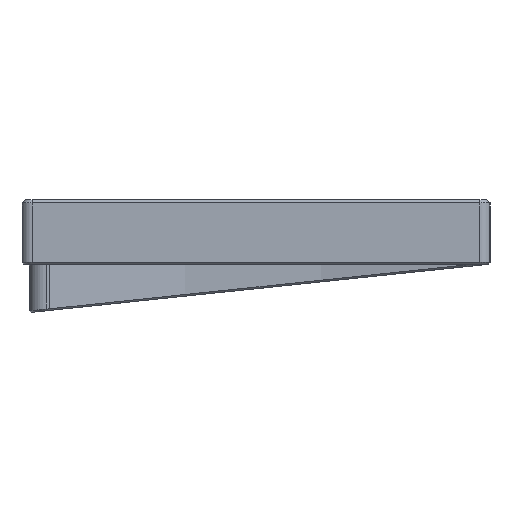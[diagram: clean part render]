
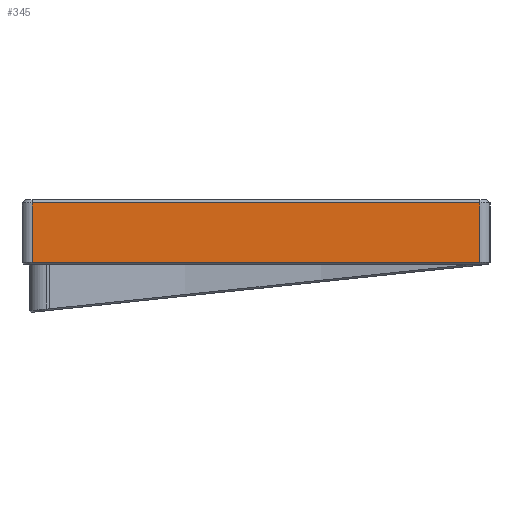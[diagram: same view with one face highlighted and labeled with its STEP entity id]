
A CAD part, left-side view. The second image highlights one B-rep face of the part: STEP entity #345.
In plain terms, the highlighted planar face has unit normal (-1, 0, 0).
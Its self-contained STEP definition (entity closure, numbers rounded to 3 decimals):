
#168=CARTESIAN_POINT('',(32.114,-161.3,-6.));
#169=VERTEX_POINT('',#168);
#234=CARTESIAN_POINT('',(32.114,-27.288,-6.));
#235=VERTEX_POINT('',#234);
#251=CARTESIAN_POINT('',(32.114,-764.356,-6.));
#252=DIRECTION('',(0.,1.,0.));
#253=VECTOR('',#252,1340.125);
#254=LINE('',#251,#253);
#255=EDGE_CURVE('',#169,#235,#254,.T.);
#315=CARTESIAN_POINT('',(32.114,-94.294,5.));
#316=DIRECTION('',(-1.,0.,0.));
#317=DIRECTION('',(-0.,-1.,0.));
#318=AXIS2_PLACEMENT_3D('',#315,#316,#317);
#319=PLANE('',#318);
#320=ORIENTED_EDGE('',*,*,#255,.F.);
#321=CARTESIAN_POINT('',(32.114,-161.3,11.8));
#322=VERTEX_POINT('',#321);
#323=CARTESIAN_POINT('',(32.114,-161.3,73.));
#324=DIRECTION('',(0.,0.,-1.));
#325=VECTOR('',#324,178.);
#326=LINE('',#323,#325);
#327=EDGE_CURVE('',#322,#169,#326,.T.);
#328=ORIENTED_EDGE('',*,*,#327,.F.);
#329=CARTESIAN_POINT('',(32.114,-27.288,11.8));
#330=VERTEX_POINT('',#329);
#331=CARTESIAN_POINT('',(32.114,575.769,11.8));
#332=DIRECTION('',(-0.,-1.,0.));
#333=VECTOR('',#332,1340.125);
#334=LINE('',#331,#333);
#335=EDGE_CURVE('',#330,#322,#334,.T.);
#336=ORIENTED_EDGE('',*,*,#335,.F.);
#337=CARTESIAN_POINT('',(32.114,-27.288,-105.));
#338=DIRECTION('',(0.,0.,1.));
#339=VECTOR('',#338,178.);
#340=LINE('',#337,#339);
#341=EDGE_CURVE('',#235,#330,#340,.T.);
#342=ORIENTED_EDGE('',*,*,#341,.F.);
#343=EDGE_LOOP('',(#320,#328,#336,#342));
#344=FACE_BOUND('',#343,.T.);
#345=ADVANCED_FACE('',(#344),#319,.T.);
